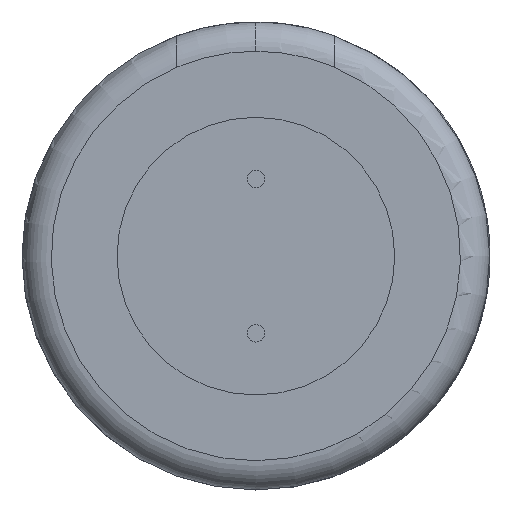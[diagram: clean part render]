
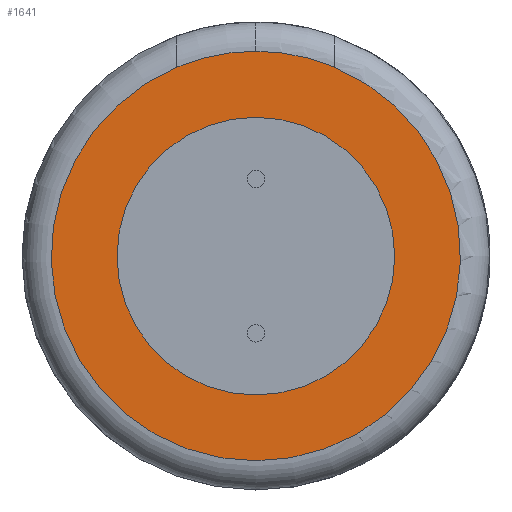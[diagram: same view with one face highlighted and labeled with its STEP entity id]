
A CAD part, front view. The second image highlights one B-rep face of the part: STEP entity #1641.
In plain terms, the highlighted planar face has unit normal (0, -1, 0).
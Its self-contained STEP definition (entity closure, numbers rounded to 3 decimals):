
#450 = LINE ( 'NONE', #6137, #1234 ) ;
#1234 = VECTOR ( 'NONE', #20445, 1000. ) ;
#1626 = DIRECTION ( 'NONE',  ( 0., 0., 1. ) ) ;
#1641 = ADVANCED_FACE ( 'NONE', ( #2698, #24452 ), #4869, .T. ) ;
#2055 = ORIENTED_EDGE ( 'NONE', *, *, #18557, .F. ) ;
#2226 = CARTESIAN_POINT ( 'NONE',  ( -2.7, -5., 6.468 ) ) ;
#2698 = FACE_OUTER_BOUND ( 'NONE', #22199, .T. ) ;
#3489 = LINE ( 'NONE', #5837, #12281 ) ;
#3715 = CARTESIAN_POINT ( 'NONE',  ( 0., -5., 4.75 ) ) ;
#3776 = CARTESIAN_POINT ( 'NONE',  ( 0., -5., 0. ) ) ;
#3936 = DIRECTION ( 'NONE',  ( 0., 0., 1. ) ) ;
#4152 = CIRCLE ( 'NONE', #7878, 7. ) ;
#4869 = PLANE ( 'NONE',  #21558 ) ;
#5455 = EDGE_CURVE ( 'NONE', #14530, #17573, #6445, .T. ) ;
#5463 = DIRECTION ( 'NONE',  ( 0., 1., 0. ) ) ;
#5586 = CARTESIAN_POINT ( 'NONE',  ( 2.7, -5., 6.458 ) ) ;
#5837 = CARTESIAN_POINT ( 'NONE',  ( 2.7, -5., 12.523 ) ) ;
#5995 = VERTEX_POINT ( 'NONE', #5586 ) ;
#6137 = CARTESIAN_POINT ( 'NONE',  ( -2.7, -5., 12.523 ) ) ;
#6139 = VERTEX_POINT ( 'NONE', #11954 ) ;
#6445 = CIRCLE ( 'NONE', #9782, 7. ) ;
#6699 = CARTESIAN_POINT ( 'NONE',  ( 0., -5., 7. ) ) ;
#7853 = CIRCLE ( 'NONE', #19035, 4.75 ) ;
#7878 = AXIS2_PLACEMENT_3D ( 'NONE', #3776, #5463, #13787 ) ;
#8498 = DIRECTION ( 'NONE',  ( 0., -1., 0. ) ) ;
#9274 = EDGE_CURVE ( 'NONE', #20320, #21105, #7853, .T. ) ;
#9782 = AXIS2_PLACEMENT_3D ( 'NONE', #25333, #15103, #1626 ) ;
#10119 = DIRECTION ( 'NONE',  ( 0., 0., 1. ) ) ;
#10575 = ORIENTED_EDGE ( 'NONE', *, *, #25731, .F. ) ;
#10600 = DIRECTION ( 'NONE',  ( 0., 0., -1. ) ) ;
#11333 = ORIENTED_EDGE ( 'NONE', *, *, #18131, .T. ) ;
#11419 = DIRECTION ( 'NONE',  ( 0., 0., -1. ) ) ;
#11501 = ORIENTED_EDGE ( 'NONE', *, *, #9274, .T. ) ;
#11851 = AXIS2_PLACEMENT_3D ( 'NONE', #21909, #19935, #3936 ) ;
#11954 = CARTESIAN_POINT ( 'NONE',  ( -2.7, -5., 6.458 ) ) ;
#12207 = DIRECTION ( 'NONE',  ( 0., 1., 0. ) ) ;
#12281 = VECTOR ( 'NONE', #11419, 1000. ) ;
#12985 = VERTEX_POINT ( 'NONE', #2226 ) ;
#13676 = EDGE_CURVE ( 'NONE', #21105, #20320, #13937, .T. ) ;
#13787 = DIRECTION ( 'NONE',  ( 0., 0., 1. ) ) ;
#13937 = CIRCLE ( 'NONE', #15165, 4.75 ) ;
#13958 = ORIENTED_EDGE ( 'NONE', *, *, #13676, .T. ) ;
#13987 = ORIENTED_EDGE ( 'NONE', *, *, #14205, .F. ) ;
#14205 = EDGE_CURVE ( 'NONE', #17573, #5995, #3489, .T. ) ;
#14530 = VERTEX_POINT ( 'NONE', #24960 ) ;
#15103 = DIRECTION ( 'NONE',  ( 0., 1., 0. ) ) ;
#15165 = AXIS2_PLACEMENT_3D ( 'NONE', #25406, #21979, #19620 ) ;
#15339 = CARTESIAN_POINT ( 'NONE',  ( 0., -5., 0. ) ) ;
#16458 = EDGE_LOOP ( 'NONE', ( #11501, #13958 ) ) ;
#17573 = VERTEX_POINT ( 'NONE', #19295 ) ;
#18131 = EDGE_CURVE ( 'NONE', #12985, #6139, #450, .T. ) ;
#18557 = EDGE_CURVE ( 'NONE', #5995, #6139, #4152, .T. ) ;
#18622 = CARTESIAN_POINT ( 'NONE',  ( 0., -5., -4.75 ) ) ;
#19035 = AXIS2_PLACEMENT_3D ( 'NONE', #15339, #12207, #10119 ) ;
#19295 = CARTESIAN_POINT ( 'NONE',  ( 2.7, -5., 6.468 ) ) ;
#19620 = DIRECTION ( 'NONE',  ( 0., 0., 1. ) ) ;
#19935 = DIRECTION ( 'NONE',  ( 0., 1., 0. ) ) ;
#20119 = CIRCLE ( 'NONE', #11851, 7. ) ;
#20320 = VERTEX_POINT ( 'NONE', #3715 ) ;
#20445 = DIRECTION ( 'NONE',  ( 0., 0., -1. ) ) ;
#21105 = VERTEX_POINT ( 'NONE', #18622 ) ;
#21558 = AXIS2_PLACEMENT_3D ( 'NONE', #6699, #8498, #10600 ) ;
#21909 = CARTESIAN_POINT ( 'NONE',  ( 0., -5., 0.01 ) ) ;
#21979 = DIRECTION ( 'NONE',  ( 0., 1., 0. ) ) ;
#22199 = EDGE_LOOP ( 'NONE', ( #2055, #13987, #24351, #10575, #11333 ) ) ;
#24351 = ORIENTED_EDGE ( 'NONE', *, *, #5455, .F. ) ;
#24452 = FACE_BOUND ( 'NONE', #16458, .T. ) ;
#24960 = CARTESIAN_POINT ( 'NONE',  ( 0., -5., 7.01 ) ) ;
#25333 = CARTESIAN_POINT ( 'NONE',  ( 0., -5., 0.01 ) ) ;
#25406 = CARTESIAN_POINT ( 'NONE',  ( 0., -5., 0. ) ) ;
#25731 = EDGE_CURVE ( 'NONE', #12985, #14530, #20119, .T. ) ;
